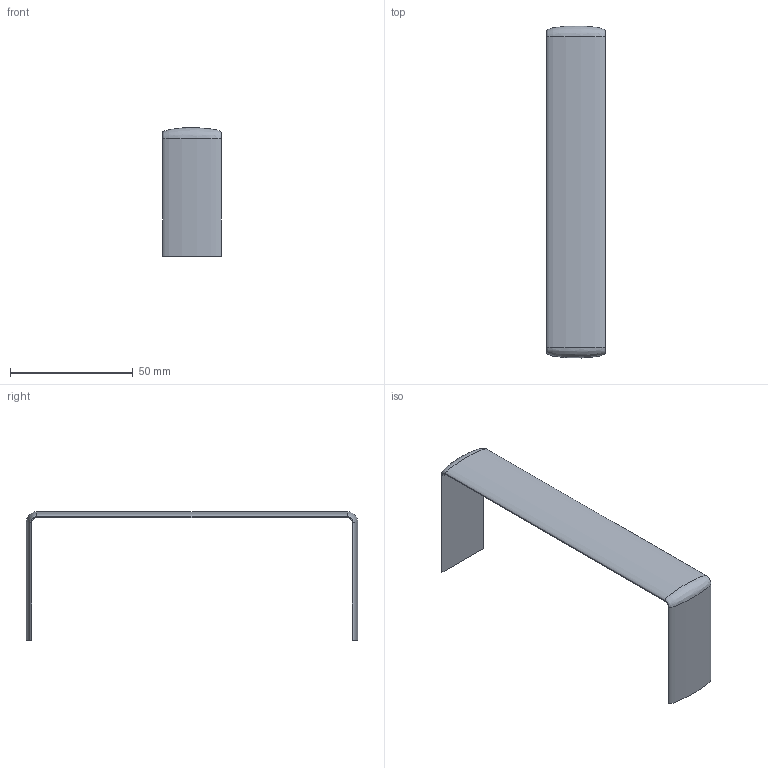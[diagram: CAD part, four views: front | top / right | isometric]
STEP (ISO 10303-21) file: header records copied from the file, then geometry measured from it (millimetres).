
FILE_DESCRIPTION(('CATIA V5 STEP Exchange','CAx-IF Rec.Pracs.--- Model Styling and Organization---1.4--- 2014-01-23'),'2;1');
FILE_NAME('638046_15287-MOD-1_.stp','2020-01-03T10:00:12+00:00',('none'),('none'),'CATIA Version 5-6 Release 2017 SP3','CATIA V5 STEP AP214','none');
FILE_SCHEMA(('AUTOMOTIVE_DESIGN { 1 0 10303 214 1 1 1 1 }'));
Length unit declared in the file: millimetre
Products named in the file (1): 638046_15287-MOD-1
Bounding box: 24 x 135.23 x 52.37 mm (x, y, z)
Volume: 10854.9 mm3; surface area: 11585.3 mm2
Topology: 1 solids, 1 shells, 14 faces, 36 edges, 24 vertices
Faces by surface type: plane 7, extrusion 3, cylinder 2, revolution 2
Entity records: 559 total; most frequent: CARTESIAN_POINT 189, ORIENTED_EDGE 72, DIRECTION 59, EDGE_CURVE 36, VECTOR 25, VERTEX_POINT 24, LINE 22, AXIS2_PLACEMENT_3D 21
